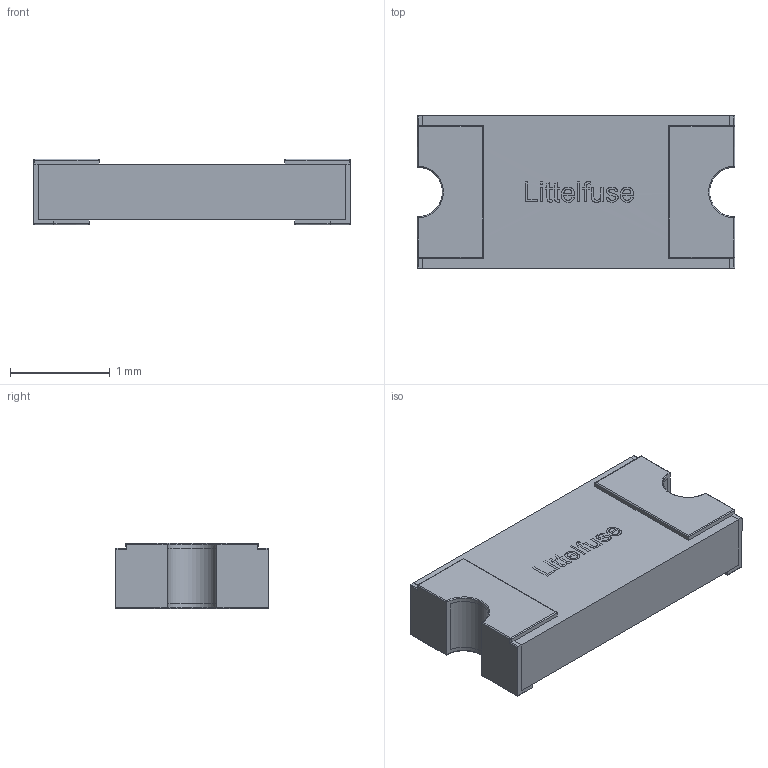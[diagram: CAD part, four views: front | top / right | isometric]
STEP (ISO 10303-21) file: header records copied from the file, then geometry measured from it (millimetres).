
FILE_DESCRIPTION(/* description */ (''),/* implementation_level */ '2;1');
FILE_NAME(/* name */ 'Littelfuse 0466003.NR.stp',/* time_stamp */ '2019-09-17T11:15:19+02:00',/* author */ ('Mohamed Refaat'),/* organization */ (''),/* preprocessor_version */ 'ST-DEVELOPER v16.5',/* originating_system */ 'Autodesk Inventor 2017',/* authorisation */ '');
FILE_SCHEMA (('AUTOMOTIVE_DESIGN { 1 0 10303 214 3 1 1 }'));
Length unit declared in the file: millimetre
Products named in the file (4): Littelfuse 0466003.NR; Littelfuse 0466003.NR 1; Littelfuse 0466003.NR 2; Littelfuse 0466003.NR 2_MIR
Assembly tree (3 placements, depth 2):
  Littelfuse 0466003.NR
    Littelfuse 0466003.NR 1
    Littelfuse 0466003.NR 2
    Littelfuse 0466003.NR 2_MIR
Bounding box: 3.17 x 1.52 x 0.66 mm (x, y, z)
Volume: 2.7 mm3; surface area: 23.4 mm2
Topology: 3 solids, 3 shells, 109 faces, 353 edges, 261 vertices
Faces by surface type: plane 61, cylinder 40, sphere 4, torus 4
Entity records: 4382 total; most frequent: CARTESIAN_POINT 1125, ORIENTED_EDGE 706, DIRECTION 578, EDGE_CURVE 353, VERTEX_POINT 261, LINE 234, VECTOR 234, AXIS2_PLACEMENT_3D 172
